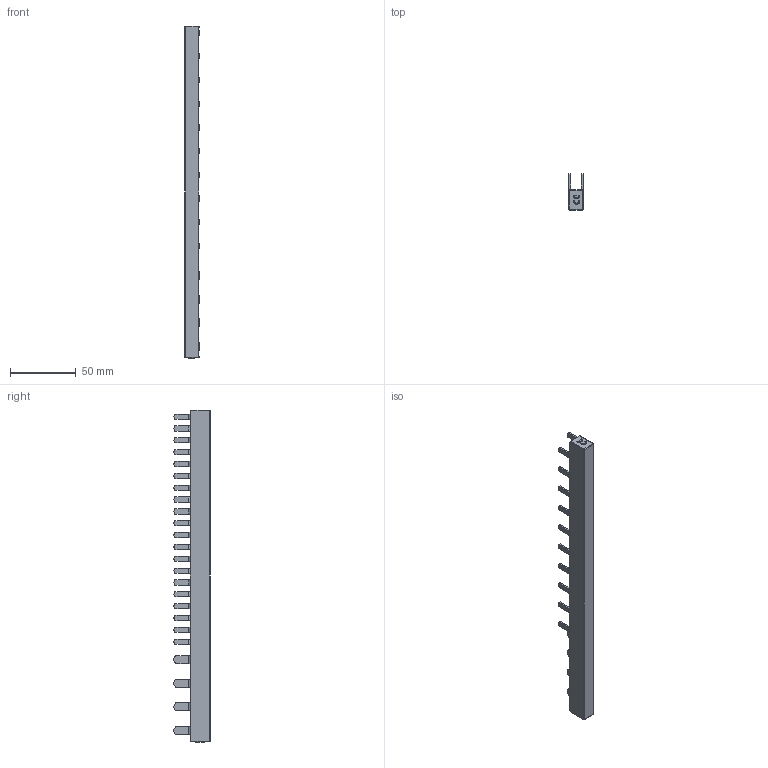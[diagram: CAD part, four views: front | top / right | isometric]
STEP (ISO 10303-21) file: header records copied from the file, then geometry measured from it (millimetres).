
FILE_DESCRIPTION((''),'2;1');
FILE_NAME('ASM0138_ASM','2021-03-30T',('marketing.praksa'),('Audax d.o.o.'),'CREO PARAMETRIC BY PTC INC, 2017480','CREO PARAMETRIC BY PTC INC, 2017480','');
FILE_SCHEMA(('AUTOMOTIVE_DESIGN { 1 0 10303 214 1 1 1 1 }'));
Length unit declared in the file: millimetre
Products named in the file (4): PRT0150; ASE2; PRT0151; ASM0138_ASM
Assembly tree (3 placements, depth 2):
  ASM0138_ASM
    PRT0150
    ASE2
    PRT0151
Bounding box: 10.9 x 27.5 x 252.3 mm (x, y, z)
Volume: 42225.1 mm3; surface area: 17018.9 mm2
Topology: 28 solids, 28 shells, 396 faces, 1035 edges, 694 vertices
Faces by surface type: plane 239, cylinder 149, sphere 8
Entity records: 18597 total; most frequent: CARTESIAN_POINT 2183, DIRECTION 2161, ORIENTED_EDGE 2054, PRESENTATION_STYLE_ASSIGNMENT 1451, STYLED_ITEM 1451, CURVE_STYLE 1027, EDGE_CURVE 1027, AXIS2_PLACEMENT_3D 742
